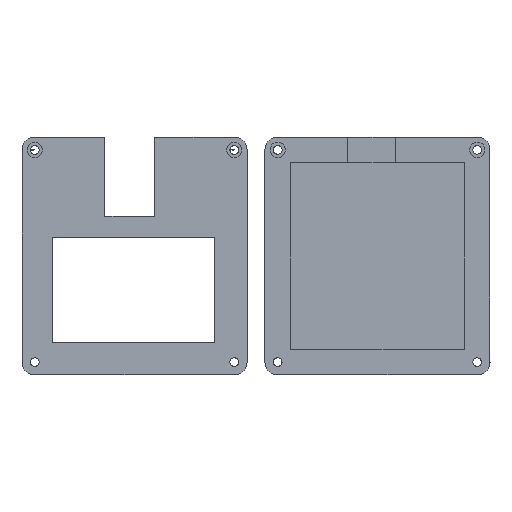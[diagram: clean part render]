
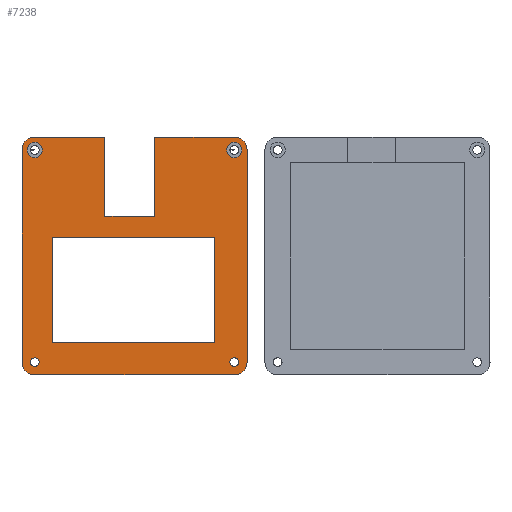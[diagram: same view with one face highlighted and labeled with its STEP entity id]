
A CAD part, top view. The second image highlights one B-rep face of the part: STEP entity #7238.
In plain terms, the highlighted planar face has unit normal (0, 0.001, 1).
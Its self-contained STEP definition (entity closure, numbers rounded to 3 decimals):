
#287=FACE_BOUND('',#1672,.T.);
#288=FACE_BOUND('',#1673,.T.);
#289=FACE_BOUND('',#1674,.T.);
#290=FACE_BOUND('',#1675,.T.);
#291=FACE_BOUND('',#1676,.T.);
#868=PLANE('',#7452);
#1245=FACE_OUTER_BOUND('',#1671,.T.);
#1671=EDGE_LOOP('',(#6718,#6719,#6720,#6721,#6722,#6723,#6724,#6725,#6726,
#6727,#6728,#6729,#6730,#6731,#6732,#6733));
#1672=EDGE_LOOP('',(#6734));
#1673=EDGE_LOOP('',(#6735));
#1674=EDGE_LOOP('',(#6736));
#1675=EDGE_LOOP('',(#6737));
#1676=EDGE_LOOP('',(#6738,#6739,#6740,#6741));
#2226=LINE('',#14347,#2800);
#2230=LINE('',#14354,#2804);
#2243=LINE('',#14397,#2817);
#2245=LINE('',#14401,#2819);
#2246=LINE('',#14403,#2820);
#2247=LINE('',#14405,#2821);
#2248=LINE('',#14407,#2822);
#2249=LINE('',#14409,#2823);
#2250=LINE('',#14413,#2824);
#2251=LINE('',#14417,#2825);
#2252=LINE('',#14421,#2826);
#2253=LINE('',#14424,#2827);
#2254=LINE('',#14435,#2828);
#2255=LINE('',#14437,#2829);
#2256=LINE('',#14439,#2830);
#2257=LINE('',#14440,#2831);
#2800=VECTOR('',#8333,10.);
#2804=VECTOR('',#8339,10.);
#2817=VECTOR('',#8372,10.);
#2819=VECTOR('',#8376,10.);
#2820=VECTOR('',#8377,10.);
#2821=VECTOR('',#8378,10.);
#2822=VECTOR('',#8379,10.);
#2823=VECTOR('',#8380,10.);
#2824=VECTOR('',#8383,10.);
#2825=VECTOR('',#8386,10.);
#2826=VECTOR('',#8389,10.);
#2827=VECTOR('',#8392,10.);
#2828=VECTOR('',#8401,10.);
#2829=VECTOR('',#8402,10.);
#2830=VECTOR('',#8403,10.);
#2831=VECTOR('',#8404,10.);
#2892=CIRCLE('',#7453,5.);
#2893=CIRCLE('',#7454,5.);
#2894=CIRCLE('',#7455,5.);
#2895=CIRCLE('',#7456,5.);
#2896=CIRCLE('',#7457,3.);
#2897=CIRCLE('',#7458,3.);
#2898=CIRCLE('',#7459,1.7);
#2899=CIRCLE('',#7460,1.7);
#3573=VERTEX_POINT('',#14344);
#3574=VERTEX_POINT('',#14346);
#3576=VERTEX_POINT('',#14352);
#3596=VERTEX_POINT('',#14396);
#3597=VERTEX_POINT('',#14400);
#3598=VERTEX_POINT('',#14402);
#3599=VERTEX_POINT('',#14404);
#3600=VERTEX_POINT('',#14406);
#3601=VERTEX_POINT('',#14408);
#3602=VERTEX_POINT('',#14410);
#3603=VERTEX_POINT('',#14412);
#3604=VERTEX_POINT('',#14414);
#3605=VERTEX_POINT('',#14416);
#3606=VERTEX_POINT('',#14418);
#3607=VERTEX_POINT('',#14420);
#3608=VERTEX_POINT('',#14422);
#3609=VERTEX_POINT('',#14425);
#3610=VERTEX_POINT('',#14427);
#3611=VERTEX_POINT('',#14429);
#3612=VERTEX_POINT('',#14431);
#3613=VERTEX_POINT('',#14433);
#3614=VERTEX_POINT('',#14434);
#3615=VERTEX_POINT('',#14436);
#3616=VERTEX_POINT('',#14438);
#4621=EDGE_CURVE('',#3573,#3574,#2226,.T.);
#4625=EDGE_CURVE('',#3576,#3573,#2230,.T.);
#4646=EDGE_CURVE('',#3576,#3596,#2243,.T.);
#4648=EDGE_CURVE('',#3596,#3597,#2245,.T.);
#4649=EDGE_CURVE('',#3597,#3598,#2246,.T.);
#4650=EDGE_CURVE('',#3598,#3599,#2247,.T.);
#4651=EDGE_CURVE('',#3599,#3600,#2248,.T.);
#4652=EDGE_CURVE('',#3600,#3601,#2249,.T.);
#4653=EDGE_CURVE('',#3601,#3602,#2892,.T.);
#4654=EDGE_CURVE('',#3602,#3603,#2250,.T.);
#4655=EDGE_CURVE('',#3603,#3604,#2893,.T.);
#4656=EDGE_CURVE('',#3604,#3605,#2251,.T.);
#4657=EDGE_CURVE('',#3605,#3606,#2894,.T.);
#4658=EDGE_CURVE('',#3606,#3607,#2252,.T.);
#4659=EDGE_CURVE('',#3607,#3608,#2895,.T.);
#4660=EDGE_CURVE('',#3608,#3574,#2253,.T.);
#4661=EDGE_CURVE('',#3609,#3609,#2896,.T.);
#4662=EDGE_CURVE('',#3610,#3610,#2897,.T.);
#4663=EDGE_CURVE('',#3611,#3611,#2898,.T.);
#4664=EDGE_CURVE('',#3612,#3612,#2899,.T.);
#4665=EDGE_CURVE('',#3613,#3614,#2254,.T.);
#4666=EDGE_CURVE('',#3614,#3615,#2255,.T.);
#4667=EDGE_CURVE('',#3615,#3616,#2256,.T.);
#4668=EDGE_CURVE('',#3616,#3613,#2257,.T.);
#6718=ORIENTED_EDGE('',*,*,#4625,.F.);
#6719=ORIENTED_EDGE('',*,*,#4646,.T.);
#6720=ORIENTED_EDGE('',*,*,#4648,.T.);
#6721=ORIENTED_EDGE('',*,*,#4649,.T.);
#6722=ORIENTED_EDGE('',*,*,#4650,.T.);
#6723=ORIENTED_EDGE('',*,*,#4651,.T.);
#6724=ORIENTED_EDGE('',*,*,#4652,.T.);
#6725=ORIENTED_EDGE('',*,*,#4653,.T.);
#6726=ORIENTED_EDGE('',*,*,#4654,.T.);
#6727=ORIENTED_EDGE('',*,*,#4655,.T.);
#6728=ORIENTED_EDGE('',*,*,#4656,.T.);
#6729=ORIENTED_EDGE('',*,*,#4657,.T.);
#6730=ORIENTED_EDGE('',*,*,#4658,.T.);
#6731=ORIENTED_EDGE('',*,*,#4659,.T.);
#6732=ORIENTED_EDGE('',*,*,#4660,.T.);
#6733=ORIENTED_EDGE('',*,*,#4621,.F.);
#6734=ORIENTED_EDGE('',*,*,#4661,.T.);
#6735=ORIENTED_EDGE('',*,*,#4662,.T.);
#6736=ORIENTED_EDGE('',*,*,#4663,.T.);
#6737=ORIENTED_EDGE('',*,*,#4664,.T.);
#6738=ORIENTED_EDGE('',*,*,#4665,.T.);
#6739=ORIENTED_EDGE('',*,*,#4666,.T.);
#6740=ORIENTED_EDGE('',*,*,#4667,.T.);
#6741=ORIENTED_EDGE('',*,*,#4668,.T.);
#7238=ADVANCED_FACE('',(#1245,#287,#288,#289,#290,#291),#868,.T.);
#7452=AXIS2_PLACEMENT_3D('',#14399,#8374,#8375);
#7453=AXIS2_PLACEMENT_3D('',#14411,#8381,#8382);
#7454=AXIS2_PLACEMENT_3D('',#14415,#8384,#8385);
#7455=AXIS2_PLACEMENT_3D('',#14419,#8387,#8388);
#7456=AXIS2_PLACEMENT_3D('',#14423,#8390,#8391);
#7457=AXIS2_PLACEMENT_3D('',#14426,#8393,#8394);
#7458=AXIS2_PLACEMENT_3D('',#14428,#8395,#8396);
#7459=AXIS2_PLACEMENT_3D('',#14430,#8397,#8398);
#7460=AXIS2_PLACEMENT_3D('',#14432,#8399,#8400);
#8333=DIRECTION('',(0.,1.,-0.001));
#8339=DIRECTION('',(1.,0.,0.));
#8372=DIRECTION('',(0.,-1.,0.001));
#8374=DIRECTION('center_axis',(0.,0.001,
1.));
#8375=DIRECTION('ref_axis',(1.,0.,0.));
#8376=DIRECTION('',(-1.,0.,0.));
#8377=DIRECTION('',(0.,1.,-0.001));
#8378=DIRECTION('',(1.,0.,0.));
#8379=DIRECTION('',(0.,1.,-0.001));
#8380=DIRECTION('',(-1.,0.,0.));
#8381=DIRECTION('center_axis',(0.,0.001,
1.));
#8382=DIRECTION('ref_axis',(-0.707,0.707,-0.001));
#8383=DIRECTION('',(0.,-1.,0.001));
#8384=DIRECTION('center_axis',(0.,0.001,
1.));
#8385=DIRECTION('ref_axis',(-0.707,-0.707,0.001));
#8386=DIRECTION('',(1.,0.,0.));
#8387=DIRECTION('center_axis',(0.,0.001,
1.));
#8388=DIRECTION('ref_axis',(0.707,-0.707,0.001));
#8389=DIRECTION('',(0.,1.,-0.001));
#8390=DIRECTION('center_axis',(0.,0.001,
1.));
#8391=DIRECTION('ref_axis',(0.707,0.707,-0.001));
#8392=DIRECTION('',(-1.,0.,0.));
#8393=DIRECTION('center_axis',(0.,-0.001,
-1.));
#8394=DIRECTION('ref_axis',(0.,1.,-0.001));
#8395=DIRECTION('center_axis',(0.,-0.001,
-1.));
#8396=DIRECTION('ref_axis',(0.,1.,-0.001));
#8397=DIRECTION('center_axis',(0.,-0.001,
-1.));
#8398=DIRECTION('ref_axis',(0.,1.,-0.001));
#8399=DIRECTION('center_axis',(0.,-0.001,
-1.));
#8400=DIRECTION('ref_axis',(0.,1.,-0.001));
#8401=DIRECTION('',(0.,1.,-0.001));
#8402=DIRECTION('',(1.,0.,0.));
#8403=DIRECTION('',(0.,-1.,0.001));
#8404=DIRECTION('',(-1.,0.,0.));
#14344=CARTESIAN_POINT('',(-87.09,36.487,2.952));
#14346=CARTESIAN_POINT('',(-87.09,46.504,2.938));
#14347=CARTESIAN_POINT('',(-87.09,23.254,2.969));
#14352=CARTESIAN_POINT('',(-87.1,36.487,2.952));
#14354=CARTESIAN_POINT('',(-88.09,36.487,2.952));
#14396=CARTESIAN_POINT('',(-87.1,15.5,2.979));
#14397=CARTESIAN_POINT('',(-87.1,7.754,2.99));
#14399=CARTESIAN_POINT('Origin',(-95.,0.004,
3.));
#14400=CARTESIAN_POINT('',(-106.6,15.5,2.979));
#14401=CARTESIAN_POINT('',(-91.55,15.5,2.979));
#14402=CARTESIAN_POINT('',(-106.6,46.5,2.938));
#14403=CARTESIAN_POINT('',(-106.6,23.254,2.969));
#14404=CARTESIAN_POINT('',(-106.59,46.5,2.938));
#14405=CARTESIAN_POINT('',(-91.55,46.5,2.938));
#14406=CARTESIAN_POINT('',(-106.59,46.504,2.938));
#14407=CARTESIAN_POINT('',(-106.59,18.245,2.976));
#14408=CARTESIAN_POINT('',(-134.,46.504,2.938));
#14409=CARTESIAN_POINT('',(-51.,46.504,2.938));
#14410=CARTESIAN_POINT('',(-139.,41.504,2.945));
#14411=CARTESIAN_POINT('Origin',(-134.,41.504,2.945));
#14412=CARTESIAN_POINT('',(-139.,-41.496,3.055));
#14413=CARTESIAN_POINT('',(-139.,46.504,2.938));
#14414=CARTESIAN_POINT('',(-134.,-46.496,3.062));
#14415=CARTESIAN_POINT('Origin',(-134.,-41.496,3.055));
#14416=CARTESIAN_POINT('',(-56.,-46.496,3.062));
#14417=CARTESIAN_POINT('',(-139.,-46.496,3.062));
#14418=CARTESIAN_POINT('',(-51.,-41.496,3.055));
#14419=CARTESIAN_POINT('Origin',(-56.,-41.496,3.055));
#14420=CARTESIAN_POINT('',(-51.,41.504,2.945));
#14421=CARTESIAN_POINT('',(-51.,-46.496,3.062));
#14422=CARTESIAN_POINT('',(-56.,46.504,2.938));
#14423=CARTESIAN_POINT('Origin',(-56.,41.504,2.945));
#14424=CARTESIAN_POINT('',(-86.09,46.504,2.938));
#14425=CARTESIAN_POINT('',(-137.,41.487,2.945));
#14426=CARTESIAN_POINT('Origin',(-134.,41.487,2.945));
#14427=CARTESIAN_POINT('',(-59.,41.487,2.945));
#14428=CARTESIAN_POINT('Origin',(-56.,41.487,2.945));
#14429=CARTESIAN_POINT('',(-134.01,-43.206,3.057));
#14430=CARTESIAN_POINT('Origin',(-134.01,-41.506,3.055));
#14431=CARTESIAN_POINT('',(-56.,-43.213,3.057));
#14432=CARTESIAN_POINT('Origin',(-56.,-41.513,3.055));
#14433=CARTESIAN_POINT('',(-127.175,-33.925,3.045));
#14434=CARTESIAN_POINT('',(-127.175,7.125,2.991));
#14435=CARTESIAN_POINT('',(-127.175,-16.461,3.022));
#14436=CARTESIAN_POINT('',(-63.575,7.125,2.991));
#14437=CARTESIAN_POINT('',(-109.587,7.125,2.991));
#14438=CARTESIAN_POINT('',(-63.575,-33.925,3.045));
#14439=CARTESIAN_POINT('',(-63.575,-16.961,3.022));
#14440=CARTESIAN_POINT('',(-80.287,-33.925,3.045));
